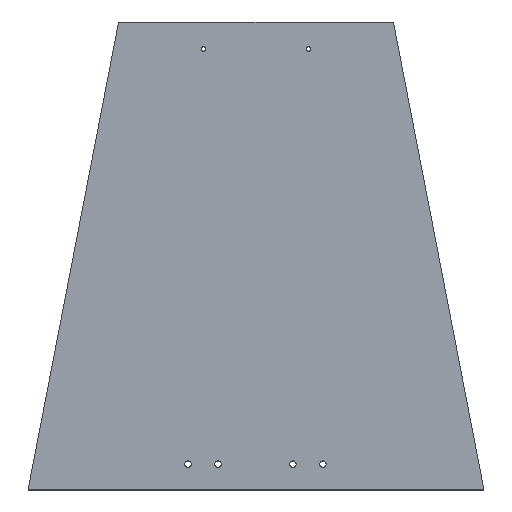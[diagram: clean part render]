
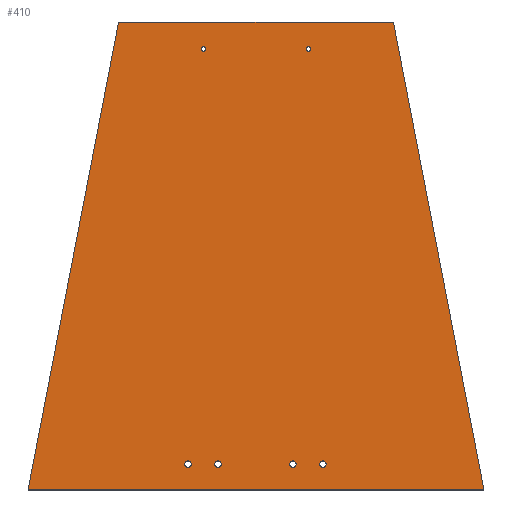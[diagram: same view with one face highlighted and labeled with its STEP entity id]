
A CAD part, top view. The second image highlights one B-rep face of the part: STEP entity #410.
In plain terms, the highlighted planar face has unit normal (0, 0, 1).
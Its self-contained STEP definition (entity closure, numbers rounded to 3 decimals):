
#81=CARTESIAN_POINT('',(-35.,302.27,5.));
#82=DIRECTION('',(0.,0.,1.));
#83=DIRECTION('',(1.,0.,0.));
#84=AXIS2_PLACEMENT_3D('',#81,#82,#83);
#86=CARTESIAN_POINT('',(-35.,302.27,5.));
#87=DIRECTION('',(0.,0.,1.));
#88=DIRECTION('',(-1.,0.,0.));
#89=AXIS2_PLACEMENT_3D('',#86,#87,#88);
#91=CARTESIAN_POINT('',(35.,302.27,5.));
#92=DIRECTION('',(0.,0.,1.));
#93=DIRECTION('',(1.,0.,0.));
#94=AXIS2_PLACEMENT_3D('',#91,#92,#93);
#96=CARTESIAN_POINT('',(35.,302.27,5.));
#97=DIRECTION('',(0.,0.,1.));
#98=DIRECTION('',(-1.,0.,0.));
#99=AXIS2_PLACEMENT_3D('',#96,#97,#98);
#101=CARTESIAN_POINT('',(-45.361,25.226,5.));
#102=DIRECTION('',(0.,0.,-1.));
#103=DIRECTION('',(1.,0.,0.));
#104=AXIS2_PLACEMENT_3D('',#101,#102,#103);
#106=CARTESIAN_POINT('',(-45.361,25.226,5.));
#107=DIRECTION('',(0.,0.,-1.));
#108=DIRECTION('',(-1.,0.,0.));
#109=AXIS2_PLACEMENT_3D('',#106,#107,#108);
#111=CARTESIAN_POINT('',(-25.361,25.226,5.));
#112=DIRECTION('',(0.,0.,-1.));
#113=DIRECTION('',(1.,0.,0.));
#114=AXIS2_PLACEMENT_3D('',#111,#112,#113);
#116=CARTESIAN_POINT('',(-25.361,25.226,5.));
#117=DIRECTION('',(0.,0.,-1.));
#118=DIRECTION('',(-1.,0.,0.));
#119=AXIS2_PLACEMENT_3D('',#116,#117,#118);
#121=CARTESIAN_POINT('',(24.639,25.226,5.));
#122=DIRECTION('',(0.,0.,-1.));
#123=DIRECTION('',(1.,0.,0.));
#124=AXIS2_PLACEMENT_3D('',#121,#122,#123);
#126=CARTESIAN_POINT('',(24.639,25.226,5.));
#127=DIRECTION('',(0.,0.,-1.));
#128=DIRECTION('',(-1.,0.,0.));
#129=AXIS2_PLACEMENT_3D('',#126,#127,#128);
#131=CARTESIAN_POINT('',(44.639,25.226,5.));
#132=DIRECTION('',(0.,0.,-1.));
#133=DIRECTION('',(1.,0.,0.));
#134=AXIS2_PLACEMENT_3D('',#131,#132,#133);
#136=CARTESIAN_POINT('',(44.639,25.226,5.));
#137=DIRECTION('',(0.,0.,-1.));
#138=DIRECTION('',(-1.,0.,0.));
#139=AXIS2_PLACEMENT_3D('',#136,#137,#138);
#141=DIRECTION('',(-0.19,-0.982,0.));
#142=VECTOR('',#141,318.05);
#143=CARTESIAN_POINT('',(-91.718,320.27,5.));
#144=LINE('',#143,#142);
#145=DIRECTION('',(-1.,0.,0.));
#146=VECTOR('',#145,183.436);
#147=CARTESIAN_POINT('',(91.718,320.27,5.));
#148=LINE('',#147,#146);
#149=DIRECTION('',(-0.19,0.982,0.));
#150=VECTOR('',#149,318.05);
#151=CARTESIAN_POINT('',(152.078,8.,5.));
#152=LINE('',#151,#150);
#193=DIRECTION('',(1.,0.,0.));
#194=VECTOR('',#193,304.155);
#195=CARTESIAN_POINT('',(-152.078,8.,5.));
#196=LINE('',#195,#194);
#221=CARTESIAN_POINT('',(91.718,320.27,5.));
#222=CARTESIAN_POINT('',(-91.718,320.27,5.));
#223=VERTEX_POINT('',#221);
#224=VERTEX_POINT('',#222);
#233=CARTESIAN_POINT('',(-33.5,302.27,5.));
#234=CARTESIAN_POINT('',(-36.5,302.27,5.));
#235=VERTEX_POINT('',#233);
#236=VERTEX_POINT('',#234);
#237=CARTESIAN_POINT('',(36.5,302.27,5.));
#238=CARTESIAN_POINT('',(33.5,302.27,5.));
#239=VERTEX_POINT('',#237);
#240=VERTEX_POINT('',#238);
#245=CARTESIAN_POINT('',(-43.211,25.226,5.));
#246=CARTESIAN_POINT('',(-47.511,25.226,5.));
#247=VERTEX_POINT('',#245);
#248=VERTEX_POINT('',#246);
#253=CARTESIAN_POINT('',(-23.211,25.226,5.));
#254=CARTESIAN_POINT('',(-27.511,25.226,5.));
#255=VERTEX_POINT('',#253);
#256=VERTEX_POINT('',#254);
#261=CARTESIAN_POINT('',(26.789,25.226,5.));
#262=CARTESIAN_POINT('',(22.489,25.226,5.));
#263=VERTEX_POINT('',#261);
#264=VERTEX_POINT('',#262);
#269=CARTESIAN_POINT('',(46.789,25.226,5.));
#270=CARTESIAN_POINT('',(42.489,25.226,5.));
#271=VERTEX_POINT('',#269);
#272=VERTEX_POINT('',#270);
#274=CARTESIAN_POINT('',(152.078,8.,5.));
#276=VERTEX_POINT('',#274);
#278=CARTESIAN_POINT('',(-152.078,8.,5.));
#280=VERTEX_POINT('',#278);
#361=CARTESIAN_POINT('',(0.,0.,5.));
#362=DIRECTION('',(0.,0.,1.));
#363=DIRECTION('',(1.,0.,0.));
#364=AXIS2_PLACEMENT_3D('',#361,#362,#363);
#365=PLANE('',#364);
#367=ORIENTED_EDGE('',*,*,#366,.F.);
#369=ORIENTED_EDGE('',*,*,#368,.F.);
#371=ORIENTED_EDGE('',*,*,#370,.F.);
#373=ORIENTED_EDGE('',*,*,#372,.F.);
#374=EDGE_LOOP('',(#367,#369,#371,#373));
#375=FACE_OUTER_BOUND('',#374,.F.);
#377=ORIENTED_EDGE('',*,*,#376,.T.);
#379=ORIENTED_EDGE('',*,*,#378,.T.);
#380=EDGE_LOOP('',(#377,#379));
#381=FACE_BOUND('',#380,.F.);
#383=ORIENTED_EDGE('',*,*,#382,.F.);
#385=ORIENTED_EDGE('',*,*,#384,.F.);
#386=EDGE_LOOP('',(#383,#385));
#387=FACE_BOUND('',#386,.F.);
#389=ORIENTED_EDGE('',*,*,#388,.F.);
#391=ORIENTED_EDGE('',*,*,#390,.F.);
#392=EDGE_LOOP('',(#389,#391));
#393=FACE_BOUND('',#392,.F.);
#395=ORIENTED_EDGE('',*,*,#394,.F.);
#397=ORIENTED_EDGE('',*,*,#396,.F.);
#398=EDGE_LOOP('',(#395,#397));
#399=FACE_BOUND('',#398,.F.);
#401=ORIENTED_EDGE('',*,*,#400,.F.);
#403=ORIENTED_EDGE('',*,*,#402,.F.);
#404=EDGE_LOOP('',(#401,#403));
#405=FACE_BOUND('',#404,.F.);
#406=ORIENTED_EDGE('',*,*,#341,.T.);
#407=ORIENTED_EDGE('',*,*,#355,.T.);
#408=EDGE_LOOP('',(#406,#407));
#409=FACE_BOUND('',#408,.F.);
#410=ADVANCED_FACE('',(#375,#381,#387,#393,#399,#405,#409),#365,.T.);
#85=CIRCLE('',#84,1.5);
#90=CIRCLE('',#89,1.5);
#95=CIRCLE('',#94,1.5);
#100=CIRCLE('',#99,1.5);
#105=CIRCLE('',#104,2.15);
#110=CIRCLE('',#109,2.15);
#115=CIRCLE('',#114,2.15);
#120=CIRCLE('',#119,2.15);
#125=CIRCLE('',#124,2.15);
#130=CIRCLE('',#129,2.15);
#135=CIRCLE('',#134,2.15);
#140=CIRCLE('',#139,2.15);
#341=EDGE_CURVE('',#235,#236,#85,.T.);
#355=EDGE_CURVE('',#236,#235,#90,.T.);
#366=EDGE_CURVE('',#280,#276,#196,.T.);
#368=EDGE_CURVE('',#224,#280,#144,.T.);
#370=EDGE_CURVE('',#223,#224,#148,.T.);
#372=EDGE_CURVE('',#276,#223,#152,.T.);
#376=EDGE_CURVE('',#239,#240,#95,.T.);
#378=EDGE_CURVE('',#240,#239,#100,.T.);
#382=EDGE_CURVE('',#247,#248,#105,.T.);
#384=EDGE_CURVE('',#248,#247,#110,.T.);
#388=EDGE_CURVE('',#255,#256,#115,.T.);
#390=EDGE_CURVE('',#256,#255,#120,.T.);
#394=EDGE_CURVE('',#263,#264,#125,.T.);
#396=EDGE_CURVE('',#264,#263,#130,.T.);
#400=EDGE_CURVE('',#271,#272,#135,.T.);
#402=EDGE_CURVE('',#272,#271,#140,.T.);
